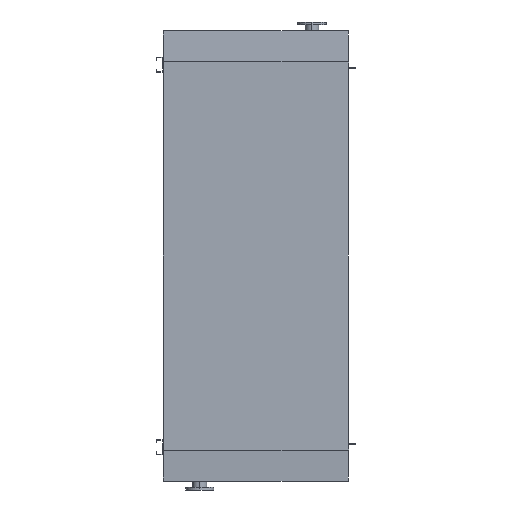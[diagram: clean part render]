
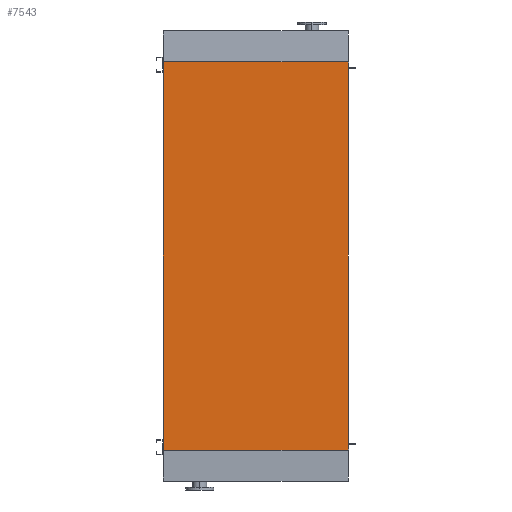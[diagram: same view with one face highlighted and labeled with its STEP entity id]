
A CAD part, front view. The second image highlights one B-rep face of the part: STEP entity #7543.
In plain terms, the highlighted planar face has unit normal (0, -1, 0).
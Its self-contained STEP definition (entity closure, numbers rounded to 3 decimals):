
#578 = VECTOR ( 'NONE', #706, 1000. ) ;
#706 = DIRECTION ( 'NONE',  ( 0., 0., 1. ) ) ;
#1007 = LINE ( 'NONE', #4615, #3120 ) ;
#1494 = CARTESIAN_POINT ( 'NONE',  ( 725., 0., -3050. ) ) ;
#1678 = CARTESIAN_POINT ( 'NONE',  ( -725., 0., 0. ) ) ;
#2187 = EDGE_CURVE ( 'NONE', #7150, #7344, #1007, .T. ) ;
#2250 = CARTESIAN_POINT ( 'NONE',  ( -725., 0., -3050. ) ) ;
#2697 = EDGE_LOOP ( 'NONE', ( #7217, #3082, #7087, #5989 ) ) ;
#2829 = DIRECTION ( 'NONE',  ( 0., 0., -1. ) ) ;
#3082 = ORIENTED_EDGE ( 'NONE', *, *, #11201, .F. ) ;
#3120 = VECTOR ( 'NONE', #10040, 1000. ) ;
#3292 = EDGE_CURVE ( 'NONE', #4433, #6285, #10327, .T. ) ;
#3383 = PLANE ( 'NONE',  #4120 ) ;
#3406 = VECTOR ( 'NONE', #5037, 1000. ) ;
#4120 = AXIS2_PLACEMENT_3D ( 'NONE', #6983, #10898, #2829 ) ;
#4221 = CARTESIAN_POINT ( 'NONE',  ( 725., 0., -3050. ) ) ;
#4433 = VERTEX_POINT ( 'NONE', #9163 ) ;
#4615 = CARTESIAN_POINT ( 'NONE',  ( -725., 0., 0. ) ) ;
#4918 = CARTESIAN_POINT ( 'NONE',  ( 725., 0., 0. ) ) ;
#5037 = DIRECTION ( 'NONE',  ( 0., 0., 1. ) ) ;
#5989 = ORIENTED_EDGE ( 'NONE', *, *, #10836, .T. ) ;
#6285 = VERTEX_POINT ( 'NONE', #4221 ) ;
#6983 = CARTESIAN_POINT ( 'NONE',  ( -725., 0., -3050. ) ) ;
#7087 = ORIENTED_EDGE ( 'NONE', *, *, #3292, .T. ) ;
#7150 = VERTEX_POINT ( 'NONE', #1678 ) ;
#7217 = ORIENTED_EDGE ( 'NONE', *, *, #2187, .F. ) ;
#7292 = VECTOR ( 'NONE', #9625, 1000. ) ;
#7319 = FACE_OUTER_BOUND ( 'NONE', #2697, .T. ) ;
#7344 = VERTEX_POINT ( 'NONE', #4918 ) ;
#7543 = ADVANCED_FACE ( 'NONE', ( #7319 ), #3383, .T. ) ;
#7700 = LINE ( 'NONE', #1494, #3406 ) ;
#7917 = CARTESIAN_POINT ( 'NONE',  ( -725., 0., -3050. ) ) ;
#9163 = CARTESIAN_POINT ( 'NONE',  ( -725., 0., -3050. ) ) ;
#9625 = DIRECTION ( 'NONE',  ( 1., 0., 0. ) ) ;
#10040 = DIRECTION ( 'NONE',  ( 1., 0., 0. ) ) ;
#10327 = LINE ( 'NONE', #2250, #7292 ) ;
#10673 = LINE ( 'NONE', #7917, #578 ) ;
#10836 = EDGE_CURVE ( 'NONE', #6285, #7344, #7700, .T. ) ;
#10898 = DIRECTION ( 'NONE',  ( 0., -1., 0. ) ) ;
#11201 = EDGE_CURVE ( 'NONE', #4433, #7150, #10673, .T. ) ;
